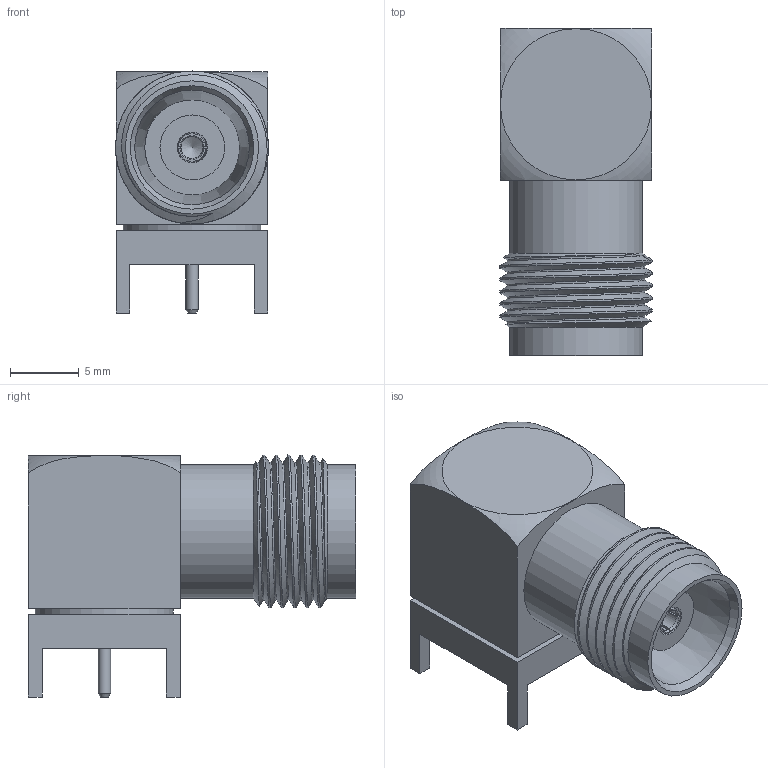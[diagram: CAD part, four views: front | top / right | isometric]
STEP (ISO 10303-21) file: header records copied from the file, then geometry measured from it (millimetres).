
FILE_DESCRIPTION(/* description */ ('Unknown'),/* implementation_level */ '2;1');
FILE_NAME(/* name */ '67011002241501',/* time_stamp */ '2024-05-23T14:39:29+02:00',/* author */ ('Unknown'),/* organization */ ('Unknown'),/* preprocessor_version */ 'ST-DEVELOPER v18.102',/* originating_system */ 'Solid Edge',/* authorisation */ 'Unknown');
FILE_SCHEMA (('AUTOMOTIVE_DESIGN {1 0 10303 214 3 1 1}'));
Length unit declared in the file: millimetre
Products named in the file (7): 67011002241501; 67011002241501_Cube Body; 67011002241501_Body; 67011002241501_Contact Pin; 67011002241501_Lock Ring; 67011002241501_Insulator; 67011002241501_Insulator2
Assembly tree (6 placements, depth 2):
  67011002241501
    67011002241501_Cube Body
    67011002241501_Body
    67011002241501_Contact Pin
    67011002241501_Lock Ring
    67011002241501_Insulator
    67011002241501_Insulator2
Bounding box: 11.08 x 23.7 x 17.54 mm (x, y, z)
Volume: 2174.9 mm3; surface area: 2978.6 mm2
Topology: 40 solids, 40 shells, 305 faces, 649 edges, 429 vertices
Faces by surface type: plane 125, cylinder 91, cone 85, torus 2, bspline 2
Full cylindrical faces by diameter (mm): 0.9 x1, 1.6 x1, 2.2 x4, 4.5 x1, 4.6 x1, 4.7 x2, 6.2 x1, 6.85 x2, 6.9 x2, 7.95 x1, 8.3 x1, 8.65 x1, 9.65 x2, 10 x1
Entity records: 9775 total; most frequent: CARTESIAN_POINT 3138, DIRECTION 1286, ORIENTED_EDGE 1194, EDGE_CURVE 597, AXIS2_PLACEMENT_3D 536, VERTEX_POINT 412, FACE_BOUND 355, EDGE_LOOP 353
